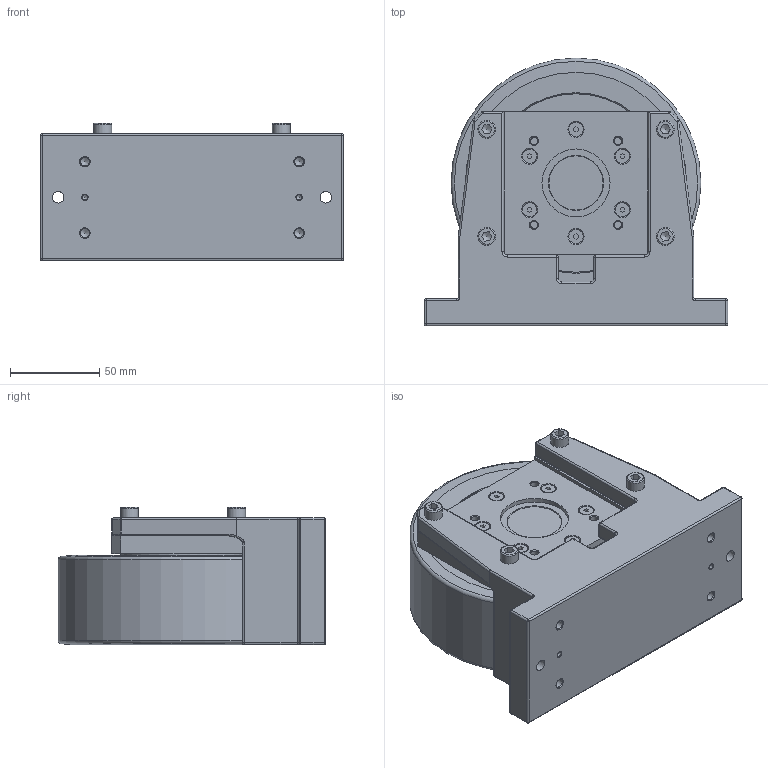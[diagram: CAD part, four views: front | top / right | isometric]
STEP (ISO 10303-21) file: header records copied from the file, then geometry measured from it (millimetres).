
FILE_DESCRIPTION(/* description */ (''),/* implementation_level */ '2;1');
FILE_NAME(/* name */ 'WD16050-5616-23C.stp',/* time_stamp */ '2019-09-13T16:10:00+02:00',/* author */ ('patrick.rehse'),/* organization */ (''),/* preprocessor_version */ 'ST-DEVELOPER v17',/* originating_system */ 'Autodesk Inventor 2018',/* authorisation */ '');
FILE_SCHEMA (('AUTOMOTIVE_DESIGN { 1 0 10303 214 3 1 1 }'));
Length unit declared in the file: millimetre
Products named in the file (1): D-00003061_Shrinkwrap_1
Bounding box: 170 x 150 x 77 mm (x, y, z)
Volume: 1123521.4 mm3; surface area: 119006.5 mm2
Topology: 1 solids, 1 shells, 397 faces, 1000 edges, 648 vertices
Faces by surface type: plane 198, cylinder 103, cone 50, sphere 22, torus 20, bspline 4
Full cylindrical faces by diameter (mm): 3 x2, 4.134 x4, 4.917 x8, 4.97 x3, 6 x8, 6.4 x2, 8 x6, 10 x4, 11 x2, 38.1 x1, 70 x1, 88 x1, 100 x1, 140 x1
Entity records: 12673 total; most frequent: CARTESIAN_POINT 2406, DIRECTION 2132, ORIENTED_EDGE 1980, EDGE_CURVE 990, AXIS2_PLACEMENT_3D 788, VERTEX_POINT 648, LINE 556, VECTOR 556
